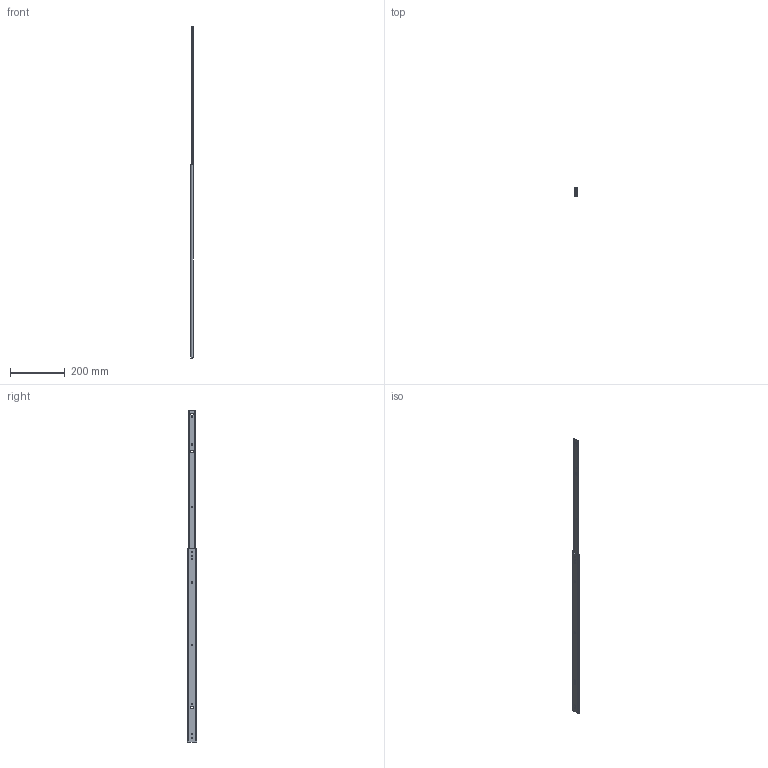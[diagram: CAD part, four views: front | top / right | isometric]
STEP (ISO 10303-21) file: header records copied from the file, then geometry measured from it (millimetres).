
FILE_DESCRIPTION (( 'STEP AP203' ), '1' );
FILE_NAME ('3521-28.STEP', '2020-06-15T04:47:02', ( '' ), ( '' ), 'SwSTEP 2.0', 'SolidWorks 2019', '' );
FILE_SCHEMA (( 'CONFIG_CONTROL_DESIGN' ));
Length unit declared in the file: millimetre
Products named in the file (3): 3521-28; OM 3521-28 ; IM 3521-28
Assembly tree (2 placements, depth 2):
  3521-28
    OM 3521-28 
    IM 3521-28
Bounding box: 9.6 x 35.3 x 1217.15 mm (x, y, z)
Volume: 89220.2 mm3; surface area: 116768.1 mm2
Topology: 2 solids, 2 shells, 135 faces, 391 edges, 260 vertices
Faces by surface type: cylinder 71, plane 64
Entity records: 5012 total; most frequent: CARTESIAN_POINT 979, DIRECTION 793, ORIENTED_EDGE 782, EDGE_CURVE 391, AXIS2_PLACEMENT_3D 278, VERTEX_POINT 260, LINE 237, VECTOR 237
